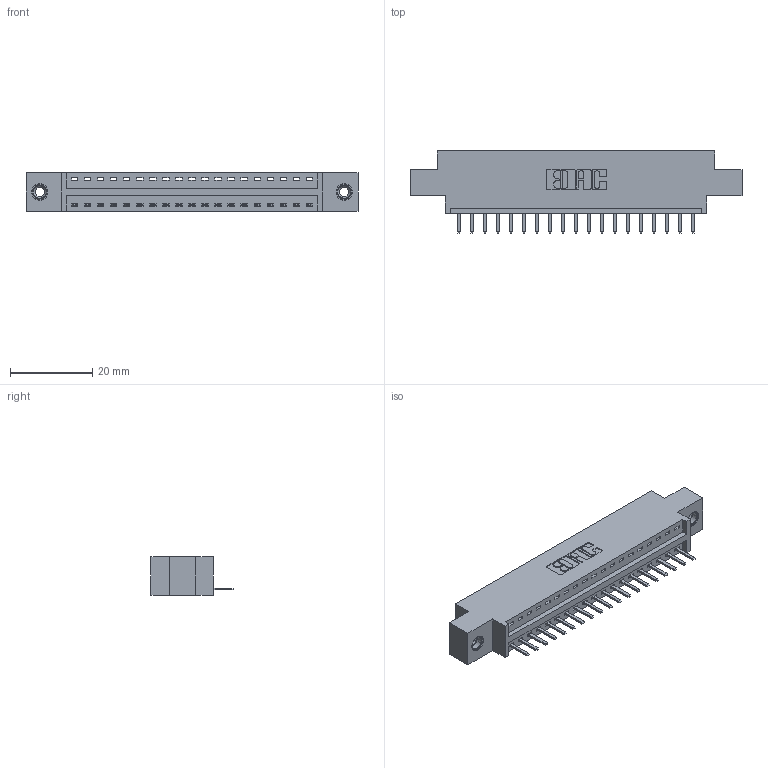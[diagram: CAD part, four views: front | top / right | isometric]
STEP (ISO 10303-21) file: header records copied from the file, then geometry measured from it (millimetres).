
FILE_DESCRIPTION (( 'STEP AP203' ), '1' );
FILE_NAME ('346-019-520-608.STEP', '2022-05-05T15:01:17', ( '' ), ( '' ), 'SwSTEP 2.0', 'SolidWorks 2020', '' );
FILE_SCHEMA (( 'CONFIG_CONTROL_DESIGN' ));
Length unit declared in the file: inch
Products named in the file (4): 345-292-001_345-293-120; 345-250-001_345-250-003-102; 346 Part_0.170 Offset - 0.156 Dia-TI; 346-019-520-608
Assembly tree (22 placements, depth 2):
  346-019-520-608
    346 Part_0.170 Offset - 0.156 Dia-TI
    345-292-001_345-293-120  x19
    345-250-001_345-250-003-102  x2
Bounding box: 80.9 x 20.02 x 9.4 mm (x, y, z)
Volume: 7369.6 mm3; surface area: 8962.5 mm2
Topology: 22 solids, 22 shells, 1364 faces, 3973 edges, 2590 vertices
Faces by surface type: plane 910, cylinder 438, cone 12, torus 4
Entity records: 16320 total; most frequent: CARTESIAN_POINT 2800, ORIENTED_EDGE 2734, DIRECTION 2511, EDGE_CURVE 1367, LINE 1135, VECTOR 1135, VERTEX_POINT 904, AXIS2_PLACEMENT_3D 688
